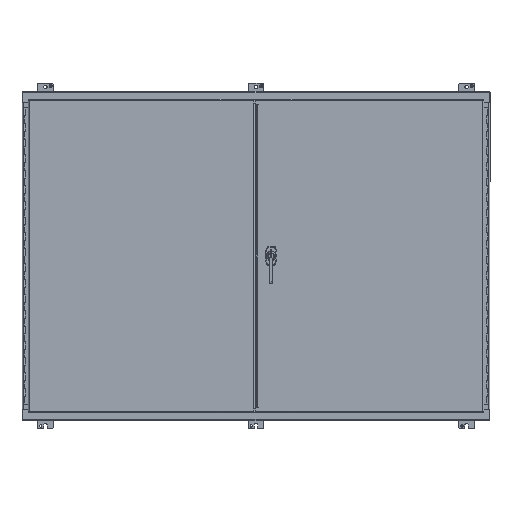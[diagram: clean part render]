
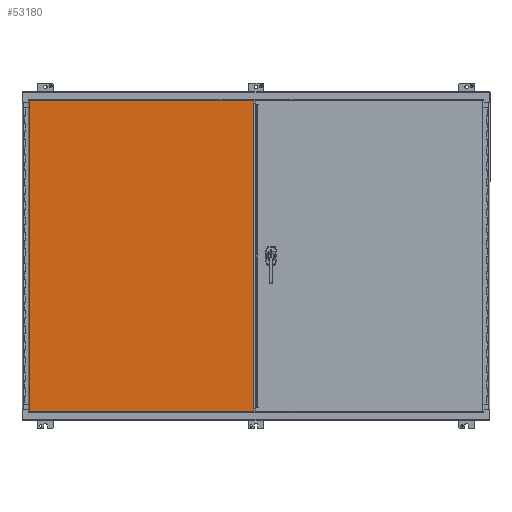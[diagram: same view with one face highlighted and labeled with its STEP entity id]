
A CAD part, front view. The second image highlights one B-rep face of the part: STEP entity #53180.
In plain terms, the highlighted planar face has unit normal (0, -1, 0).
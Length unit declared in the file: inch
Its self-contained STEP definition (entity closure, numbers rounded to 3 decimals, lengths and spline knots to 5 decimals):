
#703 = ORIENTED_EDGE ( 'NONE', *, *, #49050, .T. ) ;
#1873 = LINE ( 'NONE', #59873, #31037 ) ;
#2602 = DIRECTION ( 'NONE',  ( 0., 0., -1. ) ) ;
#2931 = CARTESIAN_POINT ( 'NONE',  ( -29.1075, -13.7525, -19.982 ) ) ;
#3639 = AXIS2_PLACEMENT_3D ( 'NONE', #2931, #6455, #2602 ) ;
#4241 = CARTESIAN_POINT ( 'NONE',  ( -29.1075, -13.7525, -19.982 ) ) ;
#6455 = DIRECTION ( 'NONE',  ( 0., -1., 0. ) ) ;
#6826 = CARTESIAN_POINT ( 'NONE',  ( -29.1075, -13.7525, 19.982 ) ) ;
#7445 = ORIENTED_EDGE ( 'NONE', *, *, #49012, .T. ) ;
#9102 = LINE ( 'NONE', #37956, #19266 ) ;
#11173 = ORIENTED_EDGE ( 'NONE', *, *, #60011, .T. ) ;
#12003 = EDGE_LOOP ( 'NONE', ( #11173, #43575, #703, #48763, #7445, #55324 ) ) ;
#12107 = LINE ( 'NONE', #31980, #43813 ) ;
#12273 = CARTESIAN_POINT ( 'NONE',  ( -0.2685, -13.7525, -19.982 ) ) ;
#14815 = DIRECTION ( 'NONE',  ( 0., 0., -1. ) ) ;
#17414 = DIRECTION ( 'NONE',  ( 0., 0., 1. ) ) ;
#18412 = DIRECTION ( 'NONE',  ( -1., 0., 0. ) ) ;
#19266 = VECTOR ( 'NONE', #18412, 39.37008 ) ;
#20212 = LINE ( 'NONE', #39742, #40278 ) ;
#20225 = CARTESIAN_POINT ( 'NONE',  ( -0.2685, -13.7525, -19.982 ) ) ;
#22693 = CARTESIAN_POINT ( 'NONE',  ( -0.2685, -13.7525, -19.608 ) ) ;
#23802 = LINE ( 'NONE', #4241, #32448 ) ;
#25630 = VECTOR ( 'NONE', #17414, 39.37008 ) ;
#25933 = DIRECTION ( 'NONE',  ( 1., 0., 0. ) ) ;
#31037 = VECTOR ( 'NONE', #25933, 39.37008 ) ;
#31980 = CARTESIAN_POINT ( 'NONE',  ( -0.2685, -13.7525, -19.982 ) ) ;
#32448 = VECTOR ( 'NONE', #14815, 39.37008 ) ;
#32694 = VERTEX_POINT ( 'NONE', #6826 ) ;
#35318 = CARTESIAN_POINT ( 'NONE',  ( -0.2685, -13.7525, 19.608 ) ) ;
#35861 = DIRECTION ( 'NONE',  ( 0., 0., 1. ) ) ;
#37207 = VERTEX_POINT ( 'NONE', #51406 ) ;
#37651 = VERTEX_POINT ( 'NONE', #35318 ) ;
#37956 = CARTESIAN_POINT ( 'NONE',  ( -29.1075, -13.7525, 19.982 ) ) ;
#38896 = EDGE_CURVE ( 'NONE', #37651, #37207, #61308, .T. ) ;
#39742 = CARTESIAN_POINT ( 'NONE',  ( -0.2685, -13.7525, -19.982 ) ) ;
#40278 = VECTOR ( 'NONE', #35861, 39.37008 ) ;
#43575 = ORIENTED_EDGE ( 'NONE', *, *, #47793, .T. ) ;
#43813 = VECTOR ( 'NONE', #51506, 39.37008 ) ;
#45869 = FACE_OUTER_BOUND ( 'NONE', #12003, .T. ) ;
#46161 = VERTEX_POINT ( 'NONE', #22693 ) ;
#47793 = EDGE_CURVE ( 'NONE', #32694, #49799, #23802, .T. ) ;
#48763 = ORIENTED_EDGE ( 'NONE', *, *, #59840, .T. ) ;
#49012 = EDGE_CURVE ( 'NONE', #46161, #37651, #20212, .T. ) ;
#49050 = EDGE_CURVE ( 'NONE', #49799, #57814, #1873, .T. ) ;
#49799 = VERTEX_POINT ( 'NONE', #62529 ) ;
#51406 = CARTESIAN_POINT ( 'NONE',  ( -0.2685, -13.7525, 19.982 ) ) ;
#51506 = DIRECTION ( 'NONE',  ( 0., 0., 1. ) ) ;
#53180 = ADVANCED_FACE ( 'NONE', ( #45869 ), #60289, .T. ) ;
#55324 = ORIENTED_EDGE ( 'NONE', *, *, #38896, .T. ) ;
#57814 = VERTEX_POINT ( 'NONE', #20225 ) ;
#59840 = EDGE_CURVE ( 'NONE', #57814, #46161, #12107, .T. ) ;
#59873 = CARTESIAN_POINT ( 'NONE',  ( -29.1075, -13.7525, -19.982 ) ) ;
#60011 = EDGE_CURVE ( 'NONE', #37207, #32694, #9102, .T. ) ;
#60289 = PLANE ( 'NONE',  #3639 ) ;
#61308 = LINE ( 'NONE', #12273, #25630 ) ;
#62529 = CARTESIAN_POINT ( 'NONE',  ( -29.1075, -13.7525, -19.982 ) ) ;
